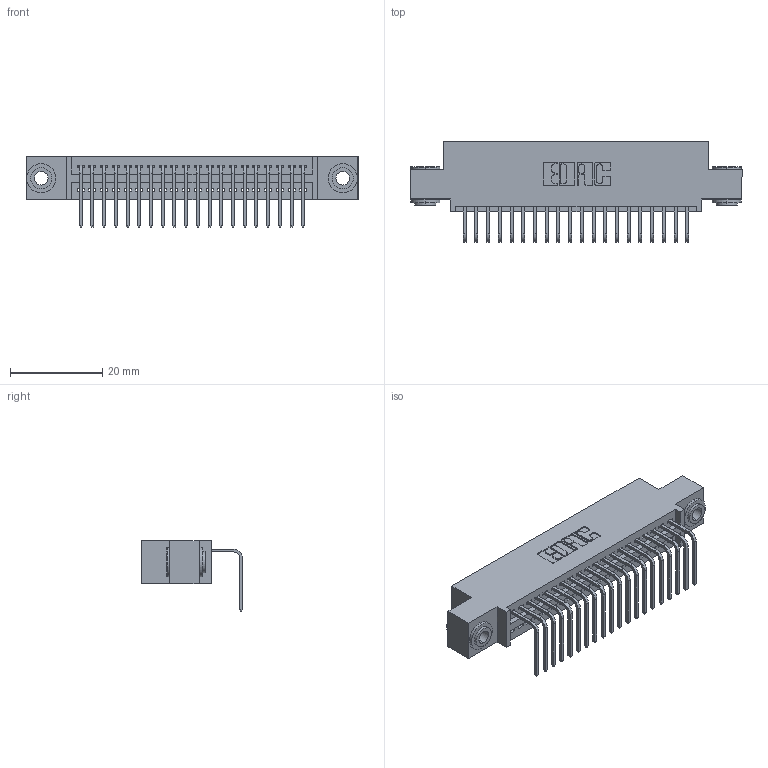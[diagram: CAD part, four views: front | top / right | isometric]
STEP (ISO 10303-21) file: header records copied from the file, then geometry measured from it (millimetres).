
FILE_DESCRIPTION (( 'STEP AP203' ), '1' );
FILE_NAME ('395-020-558-403.STEP', '2019-10-11T04:06:07', ( '' ), ( '' ), 'SwSTEP 2.0', 'SolidWorks 2016', '' );
FILE_SCHEMA (( 'CONFIG_CONTROL_DESIGN' ));
Length unit declared in the file: inch
Products named in the file (4): 345 Part_0.110 Offset - 0.156 Dia-TH; 345-292-001_558 Tail - 2; 345-250-002_345-250-002-102; 395-020-558-403
Assembly tree (23 placements, depth 2):
  395-020-558-403
    345 Part_0.110 Offset - 0.156 Dia-TH
    345-292-001_558 Tail - 2  x20
    345-250-002_345-250-002-102  x2
Bounding box: 72.01 x 21.83 x 15.37 mm (x, y, z)
Volume: 6671.9 mm3; surface area: 9255.3 mm2
Topology: 23 solids, 23 shells, 1368 faces, 4069 edges, 2682 vertices
Faces by surface type: plane 934, cylinder 426, cone 8
Entity records: 18880 total; most frequent: CARTESIAN_POINT 3251, ORIENTED_EDGE 3198, DIRECTION 2901, EDGE_CURVE 1599, VECTOR 1363, LINE 1363, VERTEX_POINT 1062, AXIS2_PLACEMENT_3D 769
